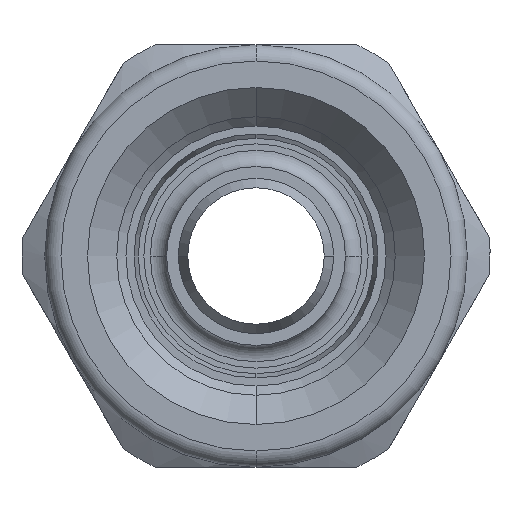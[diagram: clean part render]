
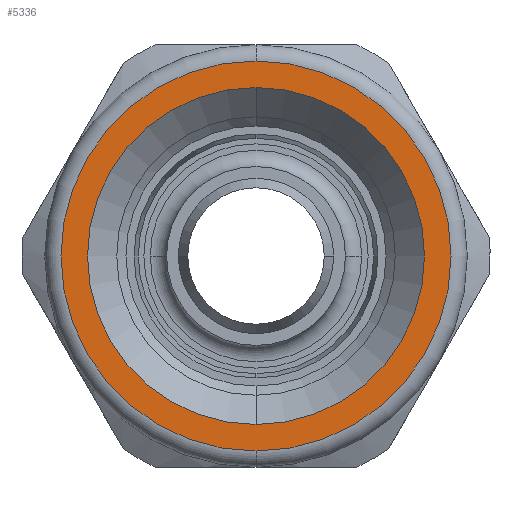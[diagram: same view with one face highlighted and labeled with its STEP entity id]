
A CAD part, front view. The second image highlights one B-rep face of the part: STEP entity #5336.
In plain terms, the highlighted planar face has unit normal (0, -1, 0).
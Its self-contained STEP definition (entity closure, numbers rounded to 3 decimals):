
#50 = EDGE_CURVE ( 'NONE', #1153, #3206, #2000, .T. ) ;
#125 = CARTESIAN_POINT ( 'NONE',  ( 0., 0., 5.183 ) ) ;
#298 = CARTESIAN_POINT ( 'NONE',  ( 0., 0., 0. ) ) ;
#535 = DIRECTION ( 'NONE',  ( 0., 0., -1. ) ) ;
#661 = CARTESIAN_POINT ( 'NONE',  ( 0., 0., 0. ) ) ;
#719 = DIRECTION ( 'NONE',  ( 0., 0., -1. ) ) ;
#804 = CARTESIAN_POINT ( 'NONE',  ( 0., 0., 0. ) ) ;
#823 = CARTESIAN_POINT ( 'NONE',  ( 0., 0., 0. ) ) ;
#826 = DIRECTION ( 'NONE',  ( 0., -1., 0. ) ) ;
#844 = DIRECTION ( 'NONE',  ( 0., 0., -1. ) ) ;
#859 = CIRCLE ( 'NONE', #4085, 6. ) ;
#903 = FACE_BOUND ( 'NONE', #2863, .T. ) ;
#921 = DIRECTION ( 'NONE',  ( 0., 1., 0. ) ) ;
#1153 = VERTEX_POINT ( 'NONE', #4575 ) ;
#1214 = EDGE_CURVE ( 'NONE', #2515, #2304, #1733, .T. ) ;
#1556 = CARTESIAN_POINT ( 'NONE',  ( 0., 0., 6. ) ) ;
#1588 = EDGE_CURVE ( 'NONE', #2304, #2515, #859, .T. ) ;
#1733 = CIRCLE ( 'NONE', #4407, 6. ) ;
#1856 = AXIS2_PLACEMENT_3D ( 'NONE', #298, #3203, #719 ) ;
#2000 = CIRCLE ( 'NONE', #4031, 5.183 ) ;
#2083 = CARTESIAN_POINT ( 'NONE',  ( 0., 0., -6. ) ) ;
#2304 = VERTEX_POINT ( 'NONE', #2083 ) ;
#2361 = ORIENTED_EDGE ( 'NONE', *, *, #50, .T. ) ;
#2374 = ORIENTED_EDGE ( 'NONE', *, *, #3041, .T. ) ;
#2376 = ORIENTED_EDGE ( 'NONE', *, *, #1588, .T. ) ;
#2430 = ORIENTED_EDGE ( 'NONE', *, *, #1214, .T. ) ;
#2515 = VERTEX_POINT ( 'NONE', #1556 ) ;
#2863 = EDGE_LOOP ( 'NONE', ( #2361, #2374 ) ) ;
#3041 = EDGE_CURVE ( 'NONE', #3206, #1153, #4180, .T. ) ;
#3203 = DIRECTION ( 'NONE',  ( 0., -1., 0. ) ) ;
#3206 = VERTEX_POINT ( 'NONE', #125 ) ;
#3369 = DIRECTION ( 'NONE',  ( 0., 1., 0. ) ) ;
#3387 = CARTESIAN_POINT ( 'NONE',  ( 0., 0., 0. ) ) ;
#3440 = DIRECTION ( 'NONE',  ( 0., 0., -1. ) ) ;
#4014 = PLANE ( 'NONE',  #1856 ) ;
#4031 = AXIS2_PLACEMENT_3D ( 'NONE', #3387, #3369, #3440 ) ;
#4085 = AXIS2_PLACEMENT_3D ( 'NONE', #804, #826, #844 ) ;
#4180 = CIRCLE ( 'NONE', #4553, 5.183 ) ;
#4193 = FACE_OUTER_BOUND ( 'NONE', #4541, .T. ) ;
#4209 = DIRECTION ( 'NONE',  ( 0., 0., -1. ) ) ;
#4222 = DIRECTION ( 'NONE',  ( 0., -1., 0. ) ) ;
#4407 = AXIS2_PLACEMENT_3D ( 'NONE', #823, #4222, #4209 ) ;
#4541 = EDGE_LOOP ( 'NONE', ( #2376, #2430 ) ) ;
#4553 = AXIS2_PLACEMENT_3D ( 'NONE', #661, #921, #535 ) ;
#4575 = CARTESIAN_POINT ( 'NONE',  ( 0., 0., -5.183 ) ) ;
#5336 = ADVANCED_FACE ( 'NONE', ( #903, #4193 ), #4014, .T. ) ;
